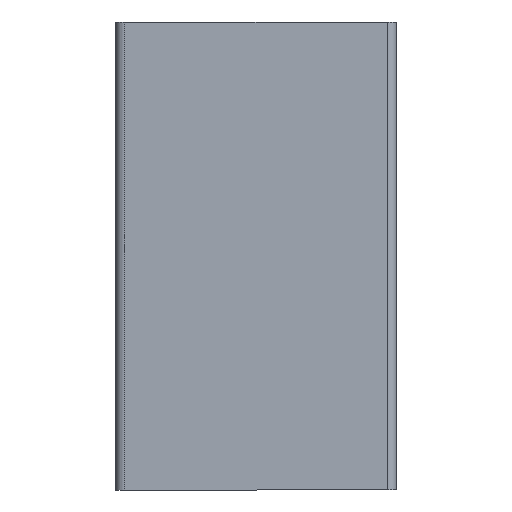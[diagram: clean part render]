
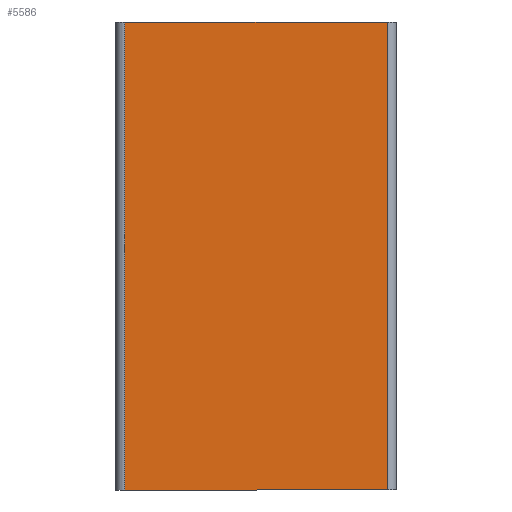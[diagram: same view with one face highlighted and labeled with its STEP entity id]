
A CAD part, front view. The second image highlights one B-rep face of the part: STEP entity #5586.
In plain terms, the highlighted planar face has unit normal (0, -1, 0).
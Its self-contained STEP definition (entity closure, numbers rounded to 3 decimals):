
#512=FACE_OUTER_BOUND('',#815,.T.);
#815=EDGE_LOOP('',(#4001,#4002,#4003,#4004));
#1118=LINE('',#8305,#1678);
#1195=LINE('',#8590,#1755);
#1256=LINE('',#8897,#1816);
#1257=LINE('',#8898,#1817);
#1678=VECTOR('',#6520,1000.);
#1755=VECTOR('',#6733,1000.);
#1816=VECTOR('',#6982,1000.);
#1817=VECTOR('',#6983,1000.);
#2238=VERTEX_POINT('',#8299);
#2240=VERTEX_POINT('',#8303);
#2380=VERTEX_POINT('',#8588);
#2532=VERTEX_POINT('',#8896);
#2824=EDGE_CURVE('',#2240,#2238,#1118,.T.);
#2966=EDGE_CURVE('',#2240,#2380,#1195,.T.);
#3120=EDGE_CURVE('',#2238,#2532,#1256,.T.);
#3121=EDGE_CURVE('',#2380,#2532,#1257,.T.);
#4001=ORIENTED_EDGE('',*,*,#3120,.F.);
#4002=ORIENTED_EDGE('',*,*,#2824,.F.);
#4003=ORIENTED_EDGE('',*,*,#2966,.T.);
#4004=ORIENTED_EDGE('',*,*,#3121,.T.);
#5448=PLANE('',#6060);
#5586=ADVANCED_FACE('',(#512),#5448,.T.);
#6060=AXIS2_PLACEMENT_3D('',#8895,#6980,#6981);
#6520=DIRECTION('',(0.,0.,-1.));
#6733=DIRECTION('',(-1.,0.,0.));
#6980=DIRECTION('center_axis',(0.,-1.,0.));
#6981=DIRECTION('ref_axis',(1.,0.,0.));
#6982=DIRECTION('',(-1.,0.,0.));
#6983=DIRECTION('',(0.,0.,-1.));
#8299=CARTESIAN_POINT('',(28.,-15.,0.));
#8303=CARTESIAN_POINT('',(28.,-15.,100.));
#8305=CARTESIAN_POINT('',(28.,-15.,100.));
#8588=CARTESIAN_POINT('',(-28.,-15.,100.));
#8590=CARTESIAN_POINT('',(28.,-15.,100.));
#8895=CARTESIAN_POINT('Origin',(28.,-15.,100.));
#8896=CARTESIAN_POINT('',(-28.,-15.,0.));
#8897=CARTESIAN_POINT('',(28.,-15.,0.));
#8898=CARTESIAN_POINT('',(-28.,-15.,100.));
